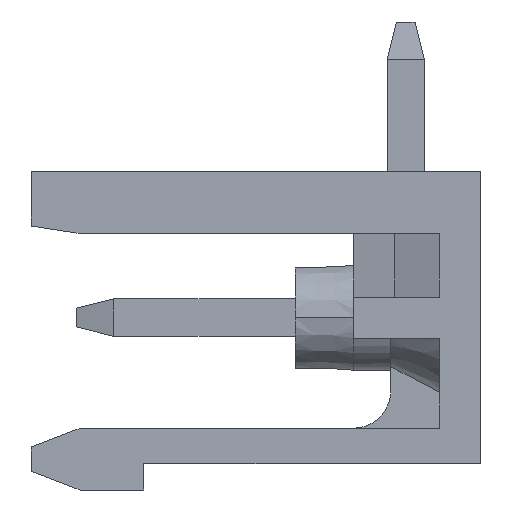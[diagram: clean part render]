
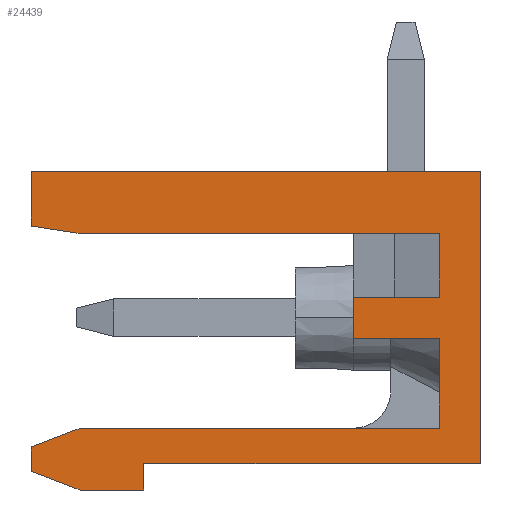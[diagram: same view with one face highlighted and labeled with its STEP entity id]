
A CAD part, left-side view. The second image highlights one B-rep face of the part: STEP entity #24439.
In plain terms, the highlighted planar face has unit normal (-1, 0, 0).
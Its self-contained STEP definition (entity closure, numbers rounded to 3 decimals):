
#1168 = VERTEX_POINT('',#1169);
#1169 = CARTESIAN_POINT('',(-50.,12.,-7.56));
#1175 = EDGE_CURVE('',#1168,#1176,#1178,.T.);
#1176 = VERTEX_POINT('',#1177);
#1177 = CARTESIAN_POINT('',(-50.,0.,-7.56));
#1178 = LINE('',#1179,#1180);
#1179 = CARTESIAN_POINT('',(-50.,12.,-7.56));
#1180 = VECTOR('',#1181,1.);
#1181 = DIRECTION('',(0.,-1.,0.));
#1760 = VERTEX_POINT('',#1761);
#1761 = CARTESIAN_POINT('',(-50.,12.,-9.01));
#1767 = EDGE_CURVE('',#1760,#1168,#1768,.T.);
#1768 = LINE('',#1769,#1770);
#1769 = CARTESIAN_POINT('',(-50.,12.,-16.06));
#1770 = VECTOR('',#1771,1.);
#1771 = DIRECTION('',(0.,0.,1.));
#2060 = VERTEX_POINT('',#2061);
#2061 = CARTESIAN_POINT('',(-50.,3.4,-12.01));
#2067 = EDGE_CURVE('',#2068,#2060,#2070,.T.);
#2068 = VERTEX_POINT('',#2069);
#2069 = CARTESIAN_POINT('',(-50.,3.4,-10.91));
#2070 = LINE('',#2071,#2072);
#2071 = CARTESIAN_POINT('',(-50.,3.4,-9.21));
#2072 = VECTOR('',#2073,1.);
#2073 = DIRECTION('',(0.,0.,-1.));
#2904 = VERTEX_POINT('',#2905);
#2905 = CARTESIAN_POINT('',(-50.,10.7,-14.41));
#2911 = EDGE_CURVE('',#2912,#2904,#2914,.T.);
#2912 = VERTEX_POINT('',#2913);
#2913 = CARTESIAN_POINT('',(-50.,1.1,-14.41));
#2914 = LINE('',#2915,#2916);
#2915 = CARTESIAN_POINT('',(-50.,3.4,-14.41));
#2916 = VECTOR('',#2917,1.);
#2917 = DIRECTION('',(0.,1.,0.));
#3356 = VERTEX_POINT('',#3357);
#3357 = CARTESIAN_POINT('',(-50.,9.,-16.06));
#3363 = EDGE_CURVE('',#3356,#3364,#3366,.T.);
#3364 = VERTEX_POINT('',#3365);
#3365 = CARTESIAN_POINT('',(-50.,10.7,-16.06));
#3366 = LINE('',#3367,#3368);
#3367 = CARTESIAN_POINT('',(-50.,0.,-16.06));
#3368 = VECTOR('',#3369,1.);
#3369 = DIRECTION('',(0.,1.,0.));
#3563 = VERTEX_POINT('',#3564);
#3564 = CARTESIAN_POINT('',(-50.,9.,-15.36));
#3570 = EDGE_CURVE('',#3356,#3563,#3571,.T.);
#3571 = LINE('',#3572,#3573);
#3572 = CARTESIAN_POINT('',(-50.,9.,-16.06));
#3573 = VECTOR('',#3574,1.);
#3574 = DIRECTION('',(0.,0.,1.));
#3592 = VERTEX_POINT('',#3593);
#3593 = CARTESIAN_POINT('',(-50.,0.,-15.36));
#3601 = EDGE_CURVE('',#3563,#3592,#3602,.T.);
#3602 = LINE('',#3603,#3604);
#3603 = CARTESIAN_POINT('',(-50.,9.,-15.36));
#3604 = VECTOR('',#3605,1.);
#3605 = DIRECTION('',(0.,-1.,0.));
#3853 = EDGE_CURVE('',#1176,#3592,#3854,.T.);
#3854 = LINE('',#3855,#3856);
#3855 = CARTESIAN_POINT('',(-50.,0.,-7.56));
#3856 = VECTOR('',#3857,1.);
#3857 = DIRECTION('',(0.,0.,-1.));
#22617 = VERTEX_POINT('',#22618);
#22618 = CARTESIAN_POINT('',(-50.,12.,-15.56));
#22624 = EDGE_CURVE('',#22617,#22625,#22627,.T.);
#22625 = VERTEX_POINT('',#22626);
#22626 = CARTESIAN_POINT('',(-50.,12.,-14.91));
#22627 = LINE('',#22628,#22629);
#22628 = CARTESIAN_POINT('',(-50.,12.,-16.06));
#22629 = VECTOR('',#22630,1.);
#22630 = DIRECTION('',(0.,0.,1.));
#22655 = VERTEX_POINT('',#22656);
#22656 = CARTESIAN_POINT('',(-50.,10.7,-9.21));
#22664 = EDGE_CURVE('',#22655,#1760,#22665,.T.);
#22665 = LINE('',#22666,#22667);
#22666 = CARTESIAN_POINT('',(-50.,11.35,-9.11));
#22667 = VECTOR('',#22668,1.);
#22668 = DIRECTION('',(0.,0.988,0.152
    ));
#22687 = EDGE_CURVE('',#22655,#22688,#22690,.T.);
#22688 = VERTEX_POINT('',#22689);
#22689 = CARTESIAN_POINT('',(-50.,1.1,-9.21));
#22690 = LINE('',#22691,#22692);
#22691 = CARTESIAN_POINT('',(-50.,12.,-9.21));
#22692 = VECTOR('',#22693,1.);
#22693 = DIRECTION('',(0.,-1.,0.));
#22733 = EDGE_CURVE('',#2060,#22734,#22736,.T.);
#22734 = VERTEX_POINT('',#22735);
#22735 = CARTESIAN_POINT('',(-50.,1.1,-12.01));
#22736 = LINE('',#22737,#22738);
#22737 = CARTESIAN_POINT('',(-50.,3.4,-12.01));
#22738 = VECTOR('',#22739,1.);
#22739 = DIRECTION('',(0.,-1.,0.));
#22778 = EDGE_CURVE('',#2912,#22734,#22779,.T.);
#22779 = LINE('',#22780,#22781);
#22780 = CARTESIAN_POINT('',(-50.,1.1,-11.46));
#22781 = VECTOR('',#22782,1.);
#22782 = DIRECTION('',(0.,0.,1.));
#22808 = EDGE_CURVE('',#2904,#22625,#22809,.T.);
#22809 = LINE('',#22810,#22811);
#22810 = CARTESIAN_POINT('',(-50.,10.7,-14.41));
#22811 = VECTOR('',#22812,1.);
#22812 = DIRECTION('',(0.,0.933,
    -0.359));
#22830 = EDGE_CURVE('',#22617,#3364,#22831,.T.);
#22831 = LINE('',#22832,#22833);
#22832 = CARTESIAN_POINT('',(-50.,12.,-15.56));
#22833 = VECTOR('',#22834,1.);
#22834 = DIRECTION('',(0.,-0.933,
    -0.359));
#22855 = VERTEX_POINT('',#22856);
#22856 = CARTESIAN_POINT('',(-50.,1.1,-10.91));
#22862 = EDGE_CURVE('',#22855,#22688,#22863,.T.);
#22863 = LINE('',#22864,#22865);
#22864 = CARTESIAN_POINT('',(-50.,1.1,-11.46));
#22865 = VECTOR('',#22866,1.);
#22866 = DIRECTION('',(0.,0.,1.));
#22883 = EDGE_CURVE('',#22855,#2068,#22884,.T.);
#22884 = LINE('',#22885,#22886);
#22885 = CARTESIAN_POINT('',(-50.,1.7,-10.91));
#22886 = VECTOR('',#22887,1.);
#22887 = DIRECTION('',(0.,1.,0.));
#24439 = ADVANCED_FACE('',(#24440),#24459,.T.);
#24440 = FACE_BOUND('',#24441,.T.);
#24441 = EDGE_LOOP('',(#24442,#24443,#24444,#24445,#24446,#24447,#24448,
    #24449,#24450,#24451,#24452,#24453,#24454,#24455,#24456,#24457,
    #24458));
#24442 = ORIENTED_EDGE('',*,*,#2911,.T.);
#24443 = ORIENTED_EDGE('',*,*,#22808,.T.);
#24444 = ORIENTED_EDGE('',*,*,#22624,.F.);
#24445 = ORIENTED_EDGE('',*,*,#22830,.T.);
#24446 = ORIENTED_EDGE('',*,*,#3363,.F.);
#24447 = ORIENTED_EDGE('',*,*,#3570,.T.);
#24448 = ORIENTED_EDGE('',*,*,#3601,.T.);
#24449 = ORIENTED_EDGE('',*,*,#3853,.F.);
#24450 = ORIENTED_EDGE('',*,*,#1175,.F.);
#24451 = ORIENTED_EDGE('',*,*,#1767,.F.);
#24452 = ORIENTED_EDGE('',*,*,#22664,.F.);
#24453 = ORIENTED_EDGE('',*,*,#22687,.T.);
#24454 = ORIENTED_EDGE('',*,*,#22862,.F.);
#24455 = ORIENTED_EDGE('',*,*,#22883,.T.);
#24456 = ORIENTED_EDGE('',*,*,#2067,.T.);
#24457 = ORIENTED_EDGE('',*,*,#22733,.T.);
#24458 = ORIENTED_EDGE('',*,*,#22778,.F.);
#24459 = PLANE('',#24460);
#24460 = AXIS2_PLACEMENT_3D('',#24461,#24462,#24463);
#24461 = CARTESIAN_POINT('',(-50.,1.,-3.81));
#24462 = DIRECTION('',(-1.,0.,0.));
#24463 = DIRECTION('',(0.,1.,0.));
